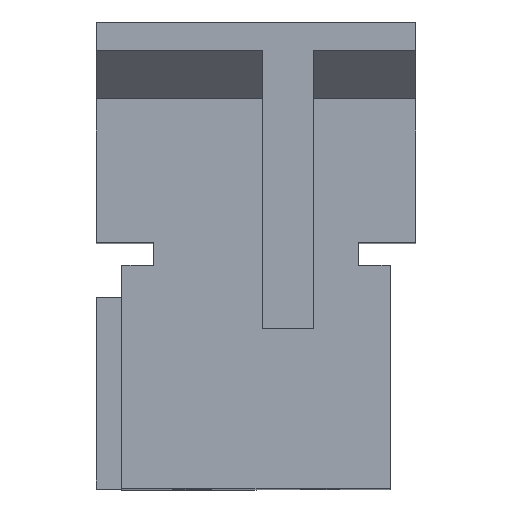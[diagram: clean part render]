
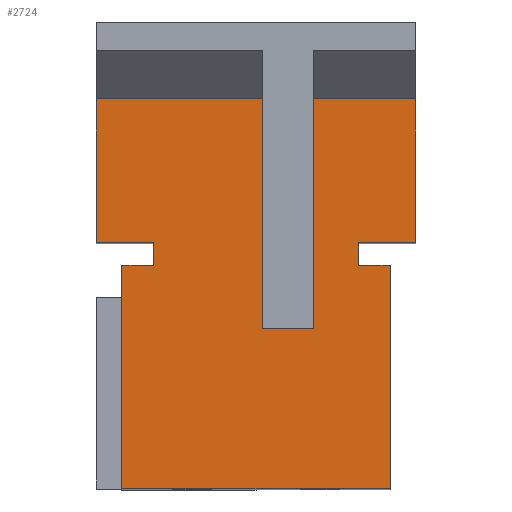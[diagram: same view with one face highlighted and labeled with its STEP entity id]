
A CAD part, top view. The second image highlights one B-rep face of the part: STEP entity #2724.
In plain terms, the highlighted planar face has unit normal (0, 0, 1).
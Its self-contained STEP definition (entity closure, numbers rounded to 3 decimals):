
#107 = VERTEX_POINT ( 'NONE', #3064 ) ;
#113 = VERTEX_POINT ( 'NONE', #3120 ) ;
#116 = EDGE_CURVE ( 'NONE', #1817, #2760, #3118, .T. ) ;
#825 = CARTESIAN_POINT ( 'NONE',  ( -1.6, -1.15, 5.2 ) ) ;
#827 = CARTESIAN_POINT ( 'NONE',  ( -0.9, 0.2, 5.2 ) ) ;
#859 = CARTESIAN_POINT ( 'NONE',  ( -0.4, -0.15, 5.2 ) ) ;
#860 = CARTESIAN_POINT ( 'NONE',  ( -2.4, -1.15, 5.2 ) ) ;
#861 = DIRECTION ( 'NONE',  ( 0., -1., 0. ) ) ;
#862 = VECTOR ( 'NONE', #861, 1000. ) ;
#863 = CARTESIAN_POINT ( 'NONE',  ( -2.4, 3.65, 5.2 ) ) ;
#864 = LINE ( 'NONE', #863, #862 ) ;
#865 = DIRECTION ( 'NONE',  ( -1., 0., 0. ) ) ;
#866 = VECTOR ( 'NONE', #865, 1000. ) ;
#867 = CARTESIAN_POINT ( 'NONE',  ( 0., 2.45, 5.2 ) ) ;
#868 = LINE ( 'NONE', #867, #866 ) ;
#869 = DIRECTION ( 'NONE',  ( 1., 0., 0. ) ) ;
#870 = VECTOR ( 'NONE', #869, 1000. ) ;
#871 = CARTESIAN_POINT ( 'NONE',  ( -2.4, -1.15, 5.2 ) ) ;
#872 = LINE ( 'NONE', #871, #870 ) ;
#895 = CARTESIAN_POINT ( 'NONE',  ( -4.1, -0.15, 5.2 ) ) ;
#900 = DIRECTION ( 'NONE',  ( 0., -1., 0. ) ) ;
#901 = VECTOR ( 'NONE', #900, 1000. ) ;
#902 = CARTESIAN_POINT ( 'NONE',  ( -4.1, 0.2, 5.2 ) ) ;
#903 = LINE ( 'NONE', #902, #901 ) ;
#1007 = DIRECTION ( 'NONE',  ( -1., 0., 0. ) ) ;
#1008 = VECTOR ( 'NONE', #1007, 1000. ) ;
#1009 = CARTESIAN_POINT ( 'NONE',  ( -4.1, -0.15, 5.2 ) ) ;
#1010 = LINE ( 'NONE', #1009, #1008 ) ;
#1078 = CARTESIAN_POINT ( 'NONE',  ( -0.4, -3.65, 5.2 ) ) ;
#1109 = DIRECTION ( 'NONE',  ( 0., 1., 0. ) ) ;
#1110 = VECTOR ( 'NONE', #1109, 1000. ) ;
#1111 = CARTESIAN_POINT ( 'NONE',  ( -0.9, 0.2, 5.2 ) ) ;
#1112 = LINE ( 'NONE', #1111, #1110 ) ;
#1139 = DIRECTION ( 'NONE',  ( -1., 0., 0. ) ) ;
#1140 = VECTOR ( 'NONE', #1139, 1000. ) ;
#1141 = CARTESIAN_POINT ( 'NONE',  ( -0.9, -0.15, 5.2 ) ) ;
#1142 = LINE ( 'NONE', #1141, #1140 ) ;
#1143 = DIRECTION ( 'NONE',  ( 0., 1., 0. ) ) ;
#1144 = VECTOR ( 'NONE', #1143, 1000. ) ;
#1145 = CARTESIAN_POINT ( 'NONE',  ( -0.4, -0.15, 5.2 ) ) ;
#1146 = LINE ( 'NONE', #1145, #1144 ) ;
#1147 = CARTESIAN_POINT ( 'NONE',  ( -0.9, -0.15, 5.2 ) ) ;
#1152 = DIRECTION ( 'NONE',  ( -1., 0., 0. ) ) ;
#1153 = DIRECTION ( 'NONE',  ( 0., 0., -1. ) ) ;
#1154 = CARTESIAN_POINT ( 'NONE',  ( 0., 3.65, 5.2 ) ) ;
#1155 = AXIS2_PLACEMENT_3D ( 'NONE', #1154, #1153, #1152 ) ;
#1156 = PLANE ( 'NONE',  #1155 ) ;
#1157 = FACE_OUTER_BOUND ( 'NONE', #2725, .T. ) ;
#1158 = DIRECTION ( 'NONE',  ( 1., 0., 0. ) ) ;
#1159 = VECTOR ( 'NONE', #1158, 1000. ) ;
#1160 = CARTESIAN_POINT ( 'NONE',  ( 0., 0.2, 5.2 ) ) ;
#1161 = LINE ( 'NONE', #1160, #1159 ) ;
#1172 = DIRECTION ( 'NONE',  ( 1., 0., 0. ) ) ;
#1173 = VECTOR ( 'NONE', #1172, 1000. ) ;
#1174 = CARTESIAN_POINT ( 'NONE',  ( -5., 0.2, 5.2 ) ) ;
#1175 = LINE ( 'NONE', #1174, #1173 ) ;
#1200 = DIRECTION ( 'NONE',  ( 1., 0., 0. ) ) ;
#1201 = VECTOR ( 'NONE', #1200, 1000. ) ;
#1202 = CARTESIAN_POINT ( 'NONE',  ( -0.4, -3.65, 5.2 ) ) ;
#1203 = LINE ( 'NONE', #1202, #1201 ) ;
#1232 = CARTESIAN_POINT ( 'NONE',  ( -5., 0.2, 5.2 ) ) ;
#1526 = CARTESIAN_POINT ( 'NONE',  ( -1.6, 2.45, 5.2 ) ) ;
#1709 = EDGE_CURVE ( 'NONE', #1734, #1749, #3245, .T. ) ;
#1724 = EDGE_CURVE ( 'NONE', #2519, #3865, #3280, .T. ) ;
#1726 = ORIENTED_EDGE ( 'NONE', *, *, #1724, .F. ) ;
#1734 = VERTEX_POINT ( 'NONE', #3261 ) ;
#1749 = VERTEX_POINT ( 'NONE', #3362 ) ;
#1768 = EDGE_CURVE ( 'NONE', #113, #1817, #3342, .T. ) ;
#1786 = VERTEX_POINT ( 'NONE', #3371 ) ;
#1791 = EDGE_CURVE ( 'NONE', #1786, #1792, #3435, .T. ) ;
#1792 = VERTEX_POINT ( 'NONE', #3431 ) ;
#1817 = VERTEX_POINT ( 'NONE', #3447 ) ;
#2516 = VERTEX_POINT ( 'NONE', #827 ) ;
#2518 = ORIENTED_EDGE ( 'NONE', *, *, #1709, .T. ) ;
#2519 = VERTEX_POINT ( 'NONE', #825 ) ;
#2521 = ORIENTED_EDGE ( 'NONE', *, *, #2732, .T. ) ;
#2524 = ORIENTED_EDGE ( 'NONE', *, *, #2740, .T. ) ;
#2525 = ORIENTED_EDGE ( 'NONE', *, *, #2528, .F. ) ;
#2528 = EDGE_CURVE ( 'NONE', #2542, #2519, #872, .T. ) ;
#2529 = ORIENTED_EDGE ( 'NONE', *, *, #2563, .T. ) ;
#2530 = ORIENTED_EDGE ( 'NONE', *, *, #2713, .T. ) ;
#2531 = ORIENTED_EDGE ( 'NONE', *, *, #2538, .F. ) ;
#2533 = ORIENTED_EDGE ( 'NONE', *, *, #2722, .T. ) ;
#2534 = ORIENTED_EDGE ( 'NONE', *, *, #2733, .T. ) ;
#2535 = ORIENTED_EDGE ( 'NONE', *, *, #2617, .T. ) ;
#2536 = EDGE_CURVE ( 'NONE', #1792, #3865, #868, .T. ) ;
#2537 = ORIENTED_EDGE ( 'NONE', *, *, #1791, .T. ) ;
#2538 = EDGE_CURVE ( 'NONE', #113, #2542, #864, .T. ) ;
#2539 = ORIENTED_EDGE ( 'NONE', *, *, #1768, .T. ) ;
#2540 = ORIENTED_EDGE ( 'NONE', *, *, #2536, .T. ) ;
#2541 = ORIENTED_EDGE ( 'NONE', *, *, #116, .T. ) ;
#2542 = VERTEX_POINT ( 'NONE', #860 ) ;
#2543 = ORIENTED_EDGE ( 'NONE', *, *, #2755, .T. ) ;
#2546 = VERTEX_POINT ( 'NONE', #859 ) ;
#2563 = EDGE_CURVE ( 'NONE', #107, #2567, #903, .T. ) ;
#2567 = VERTEX_POINT ( 'NONE', #895 ) ;
#2617 = EDGE_CURVE ( 'NONE', #2567, #1734, #1010, .T. ) ;
#2693 = VERTEX_POINT ( 'NONE', #1078 ) ;
#2713 = EDGE_CURVE ( 'NONE', #2731, #2516, #1112, .T. ) ;
#2722 = EDGE_CURVE ( 'NONE', #2516, #1786, #1161, .T. ) ;
#2724 = ADVANCED_FACE ( 'NONE', ( #1157 ), #1156, .F. ) ;
#2725 = EDGE_LOOP ( 'NONE', ( #2525, #2531, #2539, #2541, #2543, #2529, #2535, #2518, #2524, #2521, #2534, #2530, #2533, #2537, #2540, #1726 ) ) ;
#2731 = VERTEX_POINT ( 'NONE', #1147 ) ;
#2732 = EDGE_CURVE ( 'NONE', #2693, #2546, #1146, .T. ) ;
#2733 = EDGE_CURVE ( 'NONE', #2546, #2731, #1142, .T. ) ;
#2740 = EDGE_CURVE ( 'NONE', #1749, #2693, #1203, .T. ) ;
#2755 = EDGE_CURVE ( 'NONE', #2760, #107, #1175, .T. ) ;
#2760 = VERTEX_POINT ( 'NONE', #1232 ) ;
#3064 = CARTESIAN_POINT ( 'NONE',  ( -4.1, 0.2, 5.2 ) ) ;
#3115 = DIRECTION ( 'NONE',  ( 0., -1., 0. ) ) ;
#3116 = VECTOR ( 'NONE', #3115, 1000. ) ;
#3117 = CARTESIAN_POINT ( 'NONE',  ( -5., 3.65, 5.2 ) ) ;
#3118 = LINE ( 'NONE', #3117, #3116 ) ;
#3120 = CARTESIAN_POINT ( 'NONE',  ( -2.4, 2.45, 5.2 ) ) ;
#3242 = DIRECTION ( 'NONE',  ( 0., -1., 0. ) ) ;
#3243 = VECTOR ( 'NONE', #3242, 1000. ) ;
#3244 = CARTESIAN_POINT ( 'NONE',  ( -4.6, -0.15, 5.2 ) ) ;
#3245 = LINE ( 'NONE', #3244, #3243 ) ;
#3261 = CARTESIAN_POINT ( 'NONE',  ( -4.6, -0.15, 5.2 ) ) ;
#3277 = DIRECTION ( 'NONE',  ( 0., 1., 0. ) ) ;
#3278 = VECTOR ( 'NONE', #3277, 1000. ) ;
#3279 = CARTESIAN_POINT ( 'NONE',  ( -1.6, 3.65, 5.2 ) ) ;
#3280 = LINE ( 'NONE', #3279, #3278 ) ;
#3339 = DIRECTION ( 'NONE',  ( -1., 0., 0. ) ) ;
#3340 = VECTOR ( 'NONE', #3339, 1000. ) ;
#3341 = CARTESIAN_POINT ( 'NONE',  ( 0., 2.45, 5.2 ) ) ;
#3342 = LINE ( 'NONE', #3341, #3340 ) ;
#3362 = CARTESIAN_POINT ( 'NONE',  ( -4.6, -3.65, 5.2 ) ) ;
#3371 = CARTESIAN_POINT ( 'NONE',  ( 0., 0.2, 5.2 ) ) ;
#3431 = CARTESIAN_POINT ( 'NONE',  ( 0., 2.45, 5.2 ) ) ;
#3432 = DIRECTION ( 'NONE',  ( 0., 1., 0. ) ) ;
#3433 = VECTOR ( 'NONE', #3432, 1000. ) ;
#3434 = CARTESIAN_POINT ( 'NONE',  ( 0., 3.65, 5.2 ) ) ;
#3435 = LINE ( 'NONE', #3434, #3433 ) ;
#3447 = CARTESIAN_POINT ( 'NONE',  ( -5., 2.45, 5.2 ) ) ;
#3865 = VERTEX_POINT ( 'NONE', #1526 ) ;
